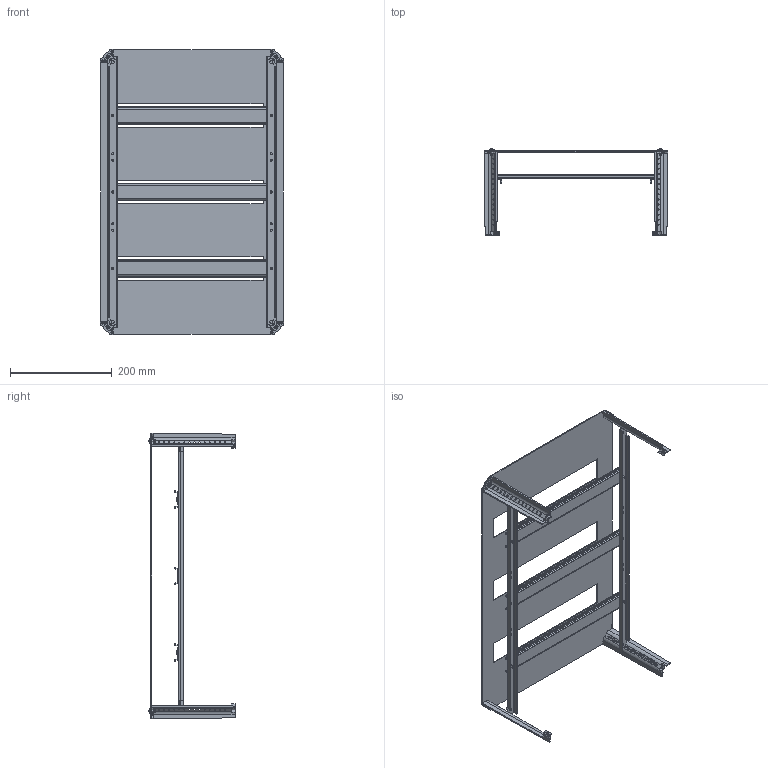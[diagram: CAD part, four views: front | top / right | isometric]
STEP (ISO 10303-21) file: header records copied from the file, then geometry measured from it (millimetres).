
FILE_DESCRIPTION (( 'STEP AP214' ), '1' );
FILE_NAME ('DRS ARCA 604021.STEP', '2013-11-25T12:59:25', ( '' ), ( '' ), 'SwSTEP 2.0', 'SolidWorks 2013', '' );
FILE_SCHEMA (( 'AUTOMOTIVE_DESIGN' ));
Length unit declared in the file: millimetre
Products named in the file (7): SB ARCA 60; PT5x10; CB ARCA 21; M4x10 Thread forming PZ; Cabinet DIN 35kisko 400; 12745; DRS ARCA 604021
Assembly tree (18 placements, depth 2):
  DRS ARCA 604021
    12745
    Cabinet DIN 35kisko 400  x3
    M4x10 Thread forming PZ  x4
    CB ARCA 21  x4
    PT5x10  x4
    SB ARCA 60  x2
Bounding box: 360.84 x 168.94 x 560.84 mm (x, y, z)
Volume: 527801.1 mm3; surface area: 557129.1 mm2
Topology: 18 solids, 18 shells, 2167 faces, 5993 edges, 3942 vertices
Faces by surface type: plane 1250, bspline 376, cone 264, cylinder 237, torus 32, sphere 8
Entity records: 26681 total; most frequent: CARTESIAN_POINT 11620, ORIENTED_EDGE 3326, DIRECTION 2639, EDGE_CURVE 1663, VERTEX_POINT 1090, VECTOR 989, LINE 989, AXIS2_PLACEMENT_3D 825
